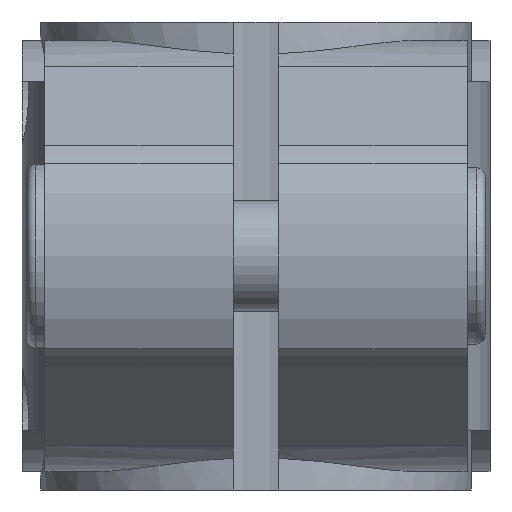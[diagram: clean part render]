
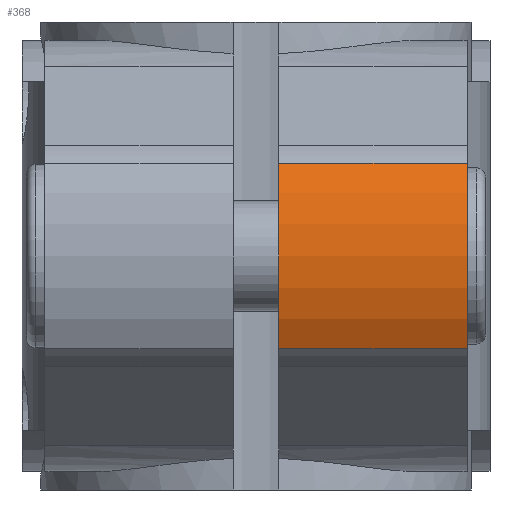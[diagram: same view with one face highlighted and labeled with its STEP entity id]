
A CAD part, left-side view. The second image highlights one B-rep face of the part: STEP entity #368.
In plain terms, the highlighted cylindrical face has radius 10.5 mm (diameter 21 mm), a partial arc.
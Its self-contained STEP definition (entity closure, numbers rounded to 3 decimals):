
#368 = ADVANCED_FACE( '', ( #803 ), #804, .T. );
#803 = FACE_OUTER_BOUND( '', #1343, .T. );
#804 = CYLINDRICAL_SURFACE( '', #1344, 10.5 );
#1343 = EDGE_LOOP( '', ( #2177, #2178, #2179, #2180 ) );
#1344 = AXIS2_PLACEMENT_3D( '', #2181, #2182, #2183 );
#2177 = ORIENTED_EDGE( '', *, *, #3283, .F. );
#2178 = ORIENTED_EDGE( '', *, *, #3392, .T. );
#2179 = ORIENTED_EDGE( '', *, *, #3401, .T. );
#2180 = ORIENTED_EDGE( '', *, *, #3402, .F. );
#2181 = CARTESIAN_POINT( '', ( -12.5, 11.5, 0. ) );
#2182 = DIRECTION( '', ( 0., 1., 0. ) );
#2183 = DIRECTION( '', ( 0., 0., -1. ) );
#3283 = EDGE_CURVE( '', #3952, #3954, #3955, .T. );
#3392 = EDGE_CURVE( '', #3952, #4118, #4120, .T. );
#3401 = EDGE_CURVE( '', #4118, #4130, #4131, .T. );
#3402 = EDGE_CURVE( '', #3954, #4130, #4132, .T. );
#3952 = VERTEX_POINT( '', #4985 );
#3954 = VERTEX_POINT( '', #4987 );
#3955 = CIRCLE( '', #4988, 10.5 );
#4118 = VERTEX_POINT( '', #5307 );
#4120 = LINE( '', #5309, #5310 );
#4130 = VERTEX_POINT( '', #5324 );
#4131 = CIRCLE( '', #5325, 10.5 );
#4132 = LINE( '', #5326, #5327 );
#4985 = CARTESIAN_POINT( '', ( -21.697, -1.25, -5.067 ) );
#4987 = CARTESIAN_POINT( '', ( -21.697, -1.25, 5.067 ) );
#4988 = AXIS2_PLACEMENT_3D( '', #6151, #6152, #6153 );
#5307 = CARTESIAN_POINT( '', ( -21.697, -11.5, -5.067 ) );
#5309 = CARTESIAN_POINT( '', ( -21.697, 11.5, -5.067 ) );
#5310 = VECTOR( '', #6285, 1000. );
#5324 = CARTESIAN_POINT( '', ( -21.697, -11.5, 5.067 ) );
#5325 = AXIS2_PLACEMENT_3D( '', #6293, #6294, #6295 );
#5326 = CARTESIAN_POINT( '', ( -21.697, 11.5, 5.067 ) );
#5327 = VECTOR( '', #6296, 1000. );
#6151 = CARTESIAN_POINT( '', ( -12.5, -1.25, 0. ) );
#6152 = DIRECTION( '', ( 0., 1., 0. ) );
#6153 = DIRECTION( '', ( 0., 0., 1. ) );
#6285 = DIRECTION( '', ( 0., -1., 0. ) );
#6293 = CARTESIAN_POINT( '', ( -12.5, -11.5, 0. ) );
#6294 = DIRECTION( '', ( 0., 1., 0. ) );
#6295 = DIRECTION( '', ( 1., 0., 0. ) );
#6296 = DIRECTION( '', ( 0., -1., 0. ) );
